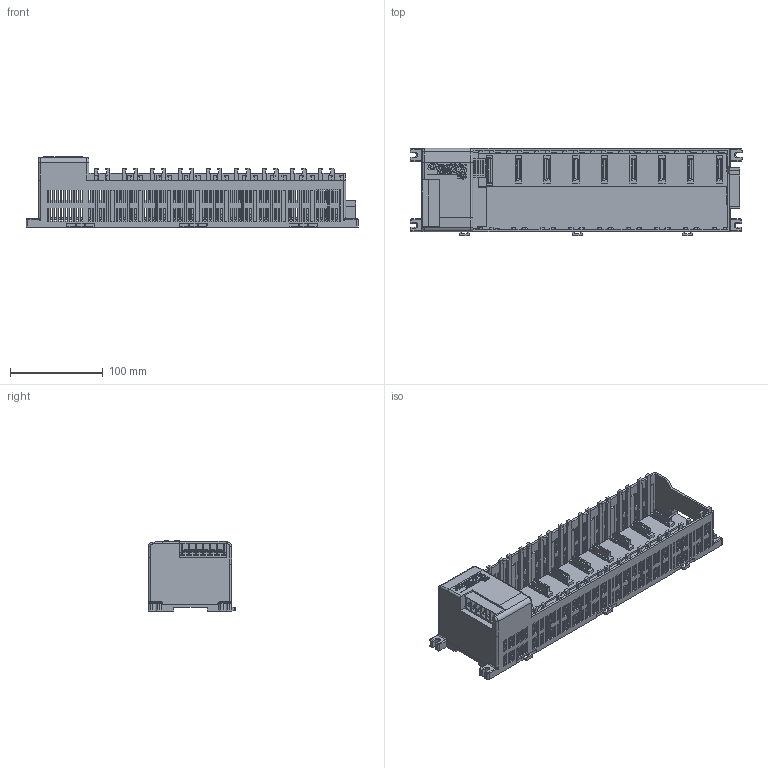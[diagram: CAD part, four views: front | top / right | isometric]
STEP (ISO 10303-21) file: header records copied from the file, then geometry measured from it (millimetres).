
FILE_DESCRIPTION (( 'STEP AP214' ), '1' );
FILE_NAME ('D2-09BDC2-1.STEP', '2011-04-01T19:50:08', ( ' ' ), ( ' ' ), 'SwSTEP 2.0', 'SolidWorks 2009', '' );
FILE_SCHEMA (( 'AUTOMOTIVE_DESIGN' ));
Length unit declared in the file: millimetre
Products named in the file (1): D2-09BDC2-1
Bounding box: 358.68 x 94 x 75.7 mm (x, y, z)
Volume: 354278.5 mm3; surface area: 251686 mm2
Topology: 7 solids, 11 shells, 3025 faces, 8707 edges, 5703 vertices
Faces by surface type: plane 2640, cylinder 219, bspline 129, torus 25, sphere 12
Entity records: 132737 total; most frequent: CARTESIAN_POINT 19687, ORIENTED_EDGE 17414, DIRECTION 14738, EDGE_CURVE 8707, VECTOR 7838, LINE 7838, VERTEX_POINT 5703, EDGE_LOOP 3532
